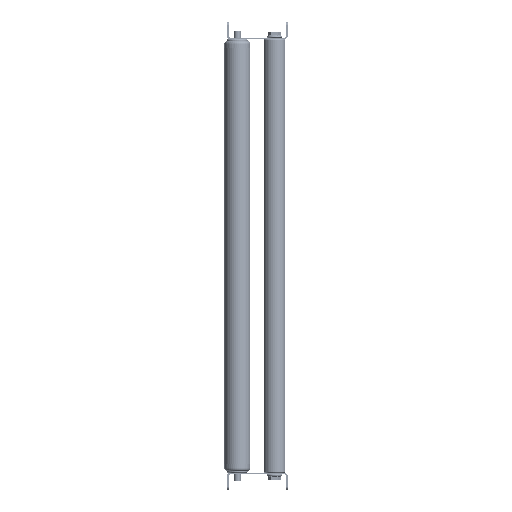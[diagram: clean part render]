
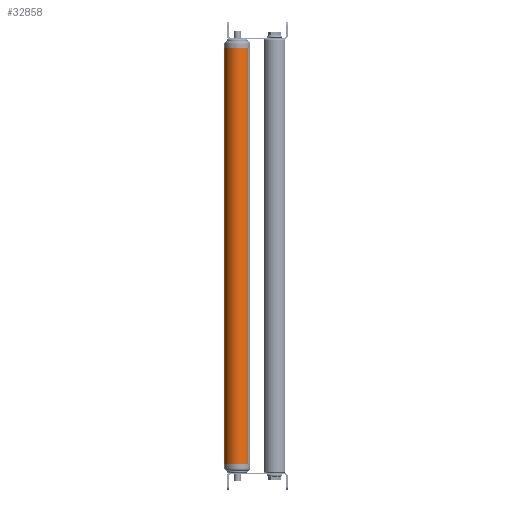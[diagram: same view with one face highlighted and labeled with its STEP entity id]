
A CAD part, left-side view. The second image highlights one B-rep face of the part: STEP entity #32858.
In plain terms, the highlighted cylindrical face has radius 15 mm (diameter 30 mm), a partial arc.
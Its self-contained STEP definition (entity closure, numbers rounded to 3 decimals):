
#999 = EDGE_CURVE ( 'NONE', #7235, #5651, #5674, .T. ) ;
#1214 = VECTOR ( 'NONE', #21915, 1000. ) ;
#2039 = CARTESIAN_POINT ( 'NONE',  ( 480., 0., -15. ) ) ;
#4828 = ORIENTED_EDGE ( 'NONE', *, *, #35487, .T. ) ;
#5408 = CARTESIAN_POINT ( 'NONE',  ( 0., 0., 15. ) ) ;
#5463 = DIRECTION ( 'NONE',  ( -1., 0., 0. ) ) ;
#5651 = VERTEX_POINT ( 'NONE', #5408 ) ;
#5674 = LINE ( 'NONE', #11015, #35444 ) ;
#7235 = VERTEX_POINT ( 'NONE', #14772 ) ;
#7953 = AXIS2_PLACEMENT_3D ( 'NONE', #13947, #8601, #33882 ) ;
#8201 = CARTESIAN_POINT ( 'NONE',  ( 480., 0., 0. ) ) ;
#8536 = CIRCLE ( 'NONE', #7953, 15. ) ;
#8601 = DIRECTION ( 'NONE',  ( 1., 0., 0. ) ) ;
#8685 = AXIS2_PLACEMENT_3D ( 'NONE', #18879, #16128, #10942 ) ;
#10942 = DIRECTION ( 'NONE',  ( 0., 0., -1. ) ) ;
#10960 = FACE_OUTER_BOUND ( 'NONE', #19146, .T. ) ;
#11015 = CARTESIAN_POINT ( 'NONE',  ( 480., 0., 15. ) ) ;
#12231 = VERTEX_POINT ( 'NONE', #29324 ) ;
#13349 = EDGE_CURVE ( 'NONE', #23955, #7235, #21632, .T. ) ;
#13947 = CARTESIAN_POINT ( 'NONE',  ( 0., 0., 0. ) ) ;
#14772 = CARTESIAN_POINT ( 'NONE',  ( 480., 0., 15. ) ) ;
#16128 = DIRECTION ( 'NONE',  ( 1., 0., 0. ) ) ;
#16695 = DIRECTION ( 'NONE',  ( 0., 0., 1. ) ) ;
#18879 = CARTESIAN_POINT ( 'NONE',  ( 480., 0., 0. ) ) ;
#19146 = EDGE_LOOP ( 'NONE', ( #22662, #26561, #4828, #22463 ) ) ;
#19527 = EDGE_CURVE ( 'NONE', #23955, #12231, #27255, .T. ) ;
#21632 = CIRCLE ( 'NONE', #8685, 15. ) ;
#21915 = DIRECTION ( 'NONE',  ( -1., 0., 0. ) ) ;
#22033 = CARTESIAN_POINT ( 'NONE',  ( 480., 0., -15. ) ) ;
#22202 = CYLINDRICAL_SURFACE ( 'NONE', #33061, 15. ) ;
#22463 = ORIENTED_EDGE ( 'NONE', *, *, #999, .F. ) ;
#22662 = ORIENTED_EDGE ( 'NONE', *, *, #13349, .F. ) ;
#23955 = VERTEX_POINT ( 'NONE', #22033 ) ;
#26561 = ORIENTED_EDGE ( 'NONE', *, *, #19527, .T. ) ;
#27255 = LINE ( 'NONE', #2039, #1214 ) ;
#27589 = DIRECTION ( 'NONE',  ( -1., 0., 0. ) ) ;
#29324 = CARTESIAN_POINT ( 'NONE',  ( 0., 0., -15. ) ) ;
#32858 = ADVANCED_FACE ( 'NONE', ( #10960 ), #22202, .T. ) ;
#33061 = AXIS2_PLACEMENT_3D ( 'NONE', #8201, #5463, #16695 ) ;
#33882 = DIRECTION ( 'NONE',  ( 0., 0., -1. ) ) ;
#35444 = VECTOR ( 'NONE', #27589, 1000. ) ;
#35487 = EDGE_CURVE ( 'NONE', #12231, #5651, #8536, .T. ) ;
